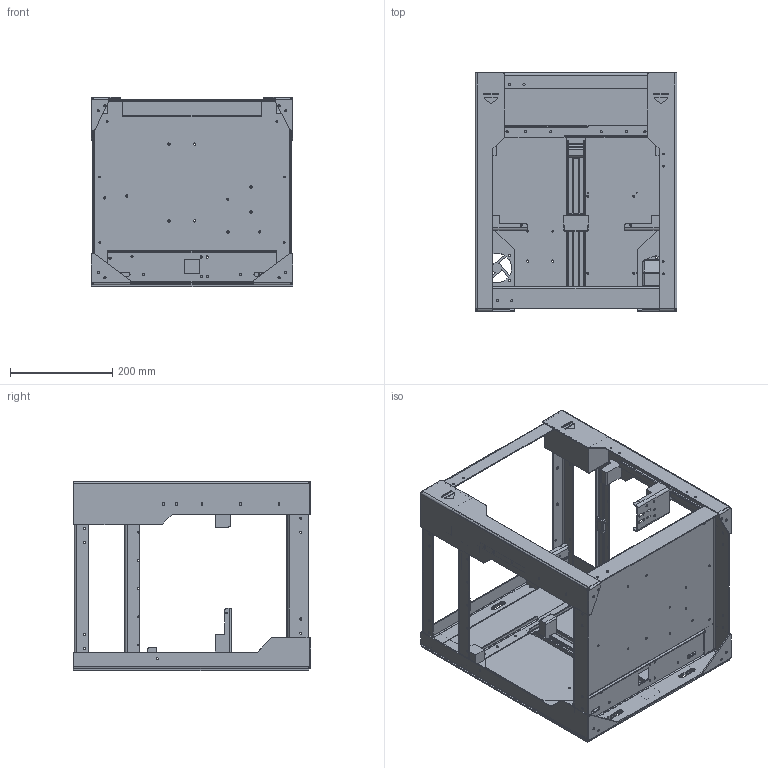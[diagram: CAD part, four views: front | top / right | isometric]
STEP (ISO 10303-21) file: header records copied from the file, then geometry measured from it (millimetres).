
FILE_DESCRIPTION(/* description */ (''),/* implementation_level */ '2;1');
FILE_NAME(/* name */ 'Cube mockup.step',/* time_stamp */ '2023-06-02T06:38:27+08:00',/* author */ (''),/* organization */ (''),/* preprocessor_version */ 'ST-DEVELOPER v19.2',/* originating_system */ 'Autodesk Translation Framework v12.4.0.73',/* authorisation */ '');
FILE_SCHEMA (('AUTOMOTIVE_DESIGN { 1 0 10303 214 3 1 1 }'));
Products named in the file (1): frame mockup
Bounding box: 394 x 464 x 369 mm (x, y, z)
Volume: 3017199.7 mm3; surface area: 1386294.2 mm2
Topology: 1 solids, 14 shells, 1879 faces, 5070 edges, 3202 vertices
Faces by surface type: plane 1208, cylinder 601, cone 44, bspline 22, sphere 4
Full cylindrical faces by diameter (mm): 1.2 x4, 2 x3, 2.3 x6, 2.459 x20, 2.7 x2, 3.2 x31, 3.5 x2, 4 x4, 4.2 x34, 4.3 x26, 4.35 x8, 4.5 x4, 4.7 x6, 5.3 x4, 5.5 x2, 8 x4, 9 x8, 58 x1
Entity records: 59626 total; most frequent: CARTESIAN_POINT 11054, ORIENTED_EDGE 10092, DIRECTION 9969, EDGE_CURVE 5046, LINE 3743, VECTOR 3743, VERTEX_POINT 3202, AXIS2_PLACEMENT_3D 3113
